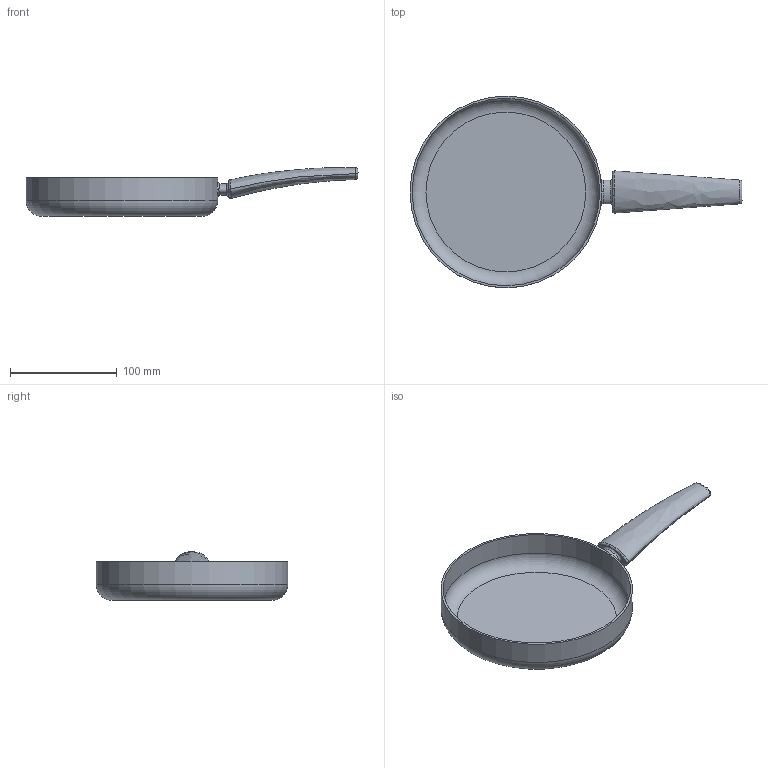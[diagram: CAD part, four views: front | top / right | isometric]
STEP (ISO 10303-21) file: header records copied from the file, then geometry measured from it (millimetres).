
FILE_DESCRIPTION(('FreeCAD Model'),'2;1');
FILE_NAME('Pan.step', '2019-01-13T11:51:38',('Author'),(''), 'Open CASCADE STEP processor 7.2','FreeCAD','Unknown');
FILE_SCHEMA(('AUTOMOTIVE_DESIGN { 1 0 10303 214 1 1 1 1 }'));
Length unit declared in the file: millimetre
Products named in the file (1): Body
Bounding box: 311.55 x 180 x 45.54 mm (x, y, z)
Volume: 127368.2 mm3; surface area: 92870.6 mm2
Topology: 1 solids, 1 shells, 25 faces, 52 edges, 30 vertices
Faces by surface type: bspline 14, plane 6, cylinder 2, torus 2, extrusion 1
Full cylindrical faces by diameter (mm): 176 x1, 180 x1
Entity records: 3477 total; most frequent: CARTESIAN_POINT 2602, DIRECTION 112, ORIENTED_EDGE 104, PCURVE 104, DEFINITIONAL_REPRESENTATION 104, VECTOR 68, LINE 67, EDGE_CURVE 52
